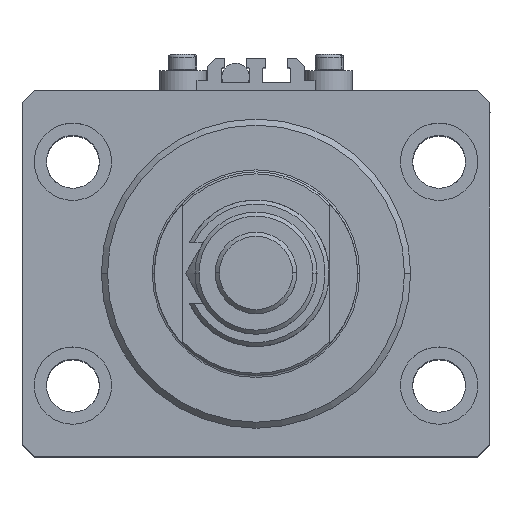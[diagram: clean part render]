
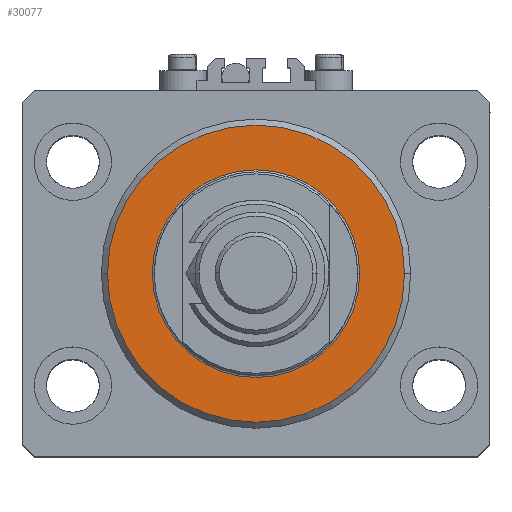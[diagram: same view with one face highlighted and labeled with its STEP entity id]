
A CAD part, top view. The second image highlights one B-rep face of the part: STEP entity #30077.
In plain terms, the highlighted face is planar.
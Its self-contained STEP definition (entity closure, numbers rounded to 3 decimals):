
#728 = DIRECTION ( 'NONE',  ( 0., 0., 1. ) ) ;
#739 = AXIS2_PLACEMENT_3D ( 'NONE', #50804, #25985, #1873 ) ;
#1742 = DIRECTION ( 'NONE',  ( 1., 0., 0. ) ) ;
#1873 = DIRECTION ( 'NONE',  ( 1., 0., 0. ) ) ;
#2656 = CIRCLE ( 'NONE', #7730, 36.5 ) ;
#4783 = AXIS2_PLACEMENT_3D ( 'NONE', #17502, #17238, #33896 ) ;
#4813 = AXIS2_PLACEMENT_3D ( 'NONE', #38788, #50941, #1742 ) ;
#4932 = CARTESIAN_POINT ( 'NONE',  ( 36.5, 0., 0. ) ) ;
#5977 = EDGE_CURVE ( 'NONE', #8794, #49616, #25921, .T. ) ;
#6798 = ORIENTED_EDGE ( 'NONE', *, *, #11836, .T. ) ;
#7730 = AXIS2_PLACEMENT_3D ( 'NONE', #40498, #12193, #44461 ) ;
#8794 = VERTEX_POINT ( 'NONE', #40272 ) ;
#10078 = EDGE_CURVE ( 'NONE', #35654, #42389, #52260, .T. ) ;
#10211 = EDGE_CURVE ( 'NONE', #49616, #8794, #29458, .T. ) ;
#11569 = ORIENTED_EDGE ( 'NONE', *, *, #10078, .T. ) ;
#11596 = DIRECTION ( 'NONE',  ( 1., 0., 0. ) ) ;
#11836 = EDGE_CURVE ( 'NONE', #42389, #35654, #2656, .T. ) ;
#12193 = DIRECTION ( 'NONE',  ( 0., 0., -1. ) ) ;
#14265 = AXIS2_PLACEMENT_3D ( 'NONE', #48354, #728, #11596 ) ;
#16605 = PLANE ( 'NONE',  #4813 ) ;
#17238 = DIRECTION ( 'NONE',  ( 0., 0., 1. ) ) ;
#17502 = CARTESIAN_POINT ( 'NONE',  ( 0., 0., 0. ) ) ;
#17619 = CARTESIAN_POINT ( 'NONE',  ( 25.5, 0., 0. ) ) ;
#17734 = ORIENTED_EDGE ( 'NONE', *, *, #5977, .T. ) ;
#20593 = FACE_BOUND ( 'NONE', #40261, .T. ) ;
#25308 = CARTESIAN_POINT ( 'NONE',  ( -36.5, 0., 0. ) ) ;
#25921 = CIRCLE ( 'NONE', #4783, 25.5 ) ;
#25985 = DIRECTION ( 'NONE',  ( 0., 0., -1. ) ) ;
#29458 = CIRCLE ( 'NONE', #14265, 25.5 ) ;
#30077 = ADVANCED_FACE ( 'NONE', ( #20593, #36715 ), #16605, .F. ) ;
#33896 = DIRECTION ( 'NONE',  ( 1., 0., 0. ) ) ;
#35654 = VERTEX_POINT ( 'NONE', #25308 ) ;
#35757 = EDGE_LOOP ( 'NONE', ( #6798, #11569 ) ) ;
#36715 = FACE_OUTER_BOUND ( 'NONE', #35757, .T. ) ;
#38788 = CARTESIAN_POINT ( 'NONE',  ( 0., 0., 0. ) ) ;
#40261 = EDGE_LOOP ( 'NONE', ( #44422, #17734 ) ) ;
#40272 = CARTESIAN_POINT ( 'NONE',  ( -25.5, 0., 0. ) ) ;
#40498 = CARTESIAN_POINT ( 'NONE',  ( 0., 0., 0. ) ) ;
#42389 = VERTEX_POINT ( 'NONE', #4932 ) ;
#44422 = ORIENTED_EDGE ( 'NONE', *, *, #10211, .T. ) ;
#44461 = DIRECTION ( 'NONE',  ( 1., 0., 0. ) ) ;
#48354 = CARTESIAN_POINT ( 'NONE',  ( 0., 0., 0. ) ) ;
#49616 = VERTEX_POINT ( 'NONE', #17619 ) ;
#50804 = CARTESIAN_POINT ( 'NONE',  ( 0., 0., 0. ) ) ;
#50941 = DIRECTION ( 'NONE',  ( 0., 0., 1. ) ) ;
#52260 = CIRCLE ( 'NONE', #739, 36.5 ) ;
